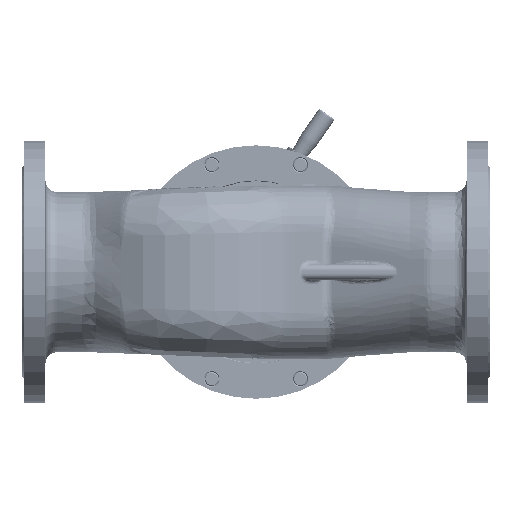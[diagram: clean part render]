
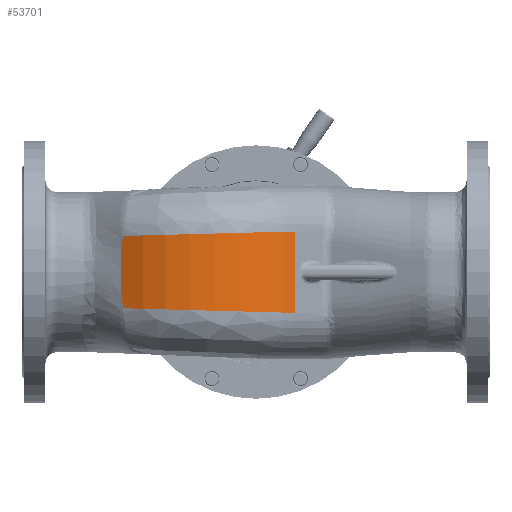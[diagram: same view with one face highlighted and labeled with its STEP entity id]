
A CAD part, front view. The second image highlights one B-rep face of the part: STEP entity #53701.
In plain terms, the highlighted cylindrical face has radius 184.357 mm (diameter 368.714 mm), a partial arc.
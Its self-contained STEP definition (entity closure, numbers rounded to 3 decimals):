
#264=ELLIPSE('',#58156,184.423,184.357);
#292=ELLIPSE('',#58246,184.423,184.357);
#3722=B_SPLINE_CURVE_WITH_KNOTS('',3,(#625317,#625318,#625319,#625320,#625321),
 .UNSPECIFIED.,.F.,.F.,(4,1,4),(0.,0.464,
0.811),.UNSPECIFIED.);
#3724=B_SPLINE_CURVE_WITH_KNOTS('',3,(#625595,#625596,#625597,#625598,#625599,
#625600,#625601,#625602),.UNSPECIFIED.,.F.,.F.,(4,1,1,2,4),(0.,9.694,
12.926,16.157,16.274),.UNSPECIFIED.);
#3729=B_SPLINE_CURVE_WITH_KNOTS('',3,(#625697,#625698,#625699,#625700),
 .UNSPECIFIED.,.F.,.F.,(4,4),(-2.463,0.),
 .UNSPECIFIED.);
#3787=B_SPLINE_CURVE_WITH_KNOTS('',3,(#629483,#629484,#629485,#629486,#629487),
 .UNSPECIFIED.,.F.,.F.,(4,1,4),(0.,0.464,
0.811),.UNSPECIFIED.);
#3789=B_SPLINE_CURVE_WITH_KNOTS('',3,(#629762,#629763,#629764,#629765,#629766,
#629767,#629768,#629769),.UNSPECIFIED.,.F.,.F.,(4,1,1,2,4),(0.,9.694,
12.926,16.157,16.274),.UNSPECIFIED.);
#3794=B_SPLINE_CURVE_WITH_KNOTS('',3,(#629863,#629864,#629865,#629866),
 .UNSPECIFIED.,.F.,.F.,(4,4),(-2.463,0.),
 .UNSPECIFIED.);
#8353=FACE_OUTER_BOUND('',#11246,.T.);
#11246=EDGE_LOOP('',(#49393,#49394,#49395,#49396,#49397,#49398,#49399,#49400,
#49401,#49402,#49403,#49404,#49405));
#14825=LINE('',#622124,#18442);
#14826=LINE('',#622183,#18443);
#14943=LINE('',#635088,#18560);
#18442=VECTOR('',#70419,1.072);
#18443=VECTOR('',#70420,1.072);
#18560=VECTOR('',#71169,1.072);
#20605=CIRCLE('',#58136,184.357);
#20643=CIRCLE('',#58224,184.357);
#26821=VERTEX_POINT('',#622116);
#26822=VERTEX_POINT('',#622123);
#26824=VERTEX_POINT('',#622174);
#26929=VERTEX_POINT('',#624737);
#26932=VERTEX_POINT('',#624756);
#26941=VERTEX_POINT('',#625313);
#26942=VERTEX_POINT('',#625315);
#26948=VERTEX_POINT('',#625695);
#27020=VERTEX_POINT('',#628951);
#27022=VERTEX_POINT('',#628962);
#27031=VERTEX_POINT('',#629480);
#27032=VERTEX_POINT('',#629482);
#27038=VERTEX_POINT('',#629862);
#35045=EDGE_CURVE('',#26822,#26821,#14825,.T.);
#35049=EDGE_CURVE('',#26824,#26821,#14826,.T.);
#35208=EDGE_CURVE('',#26929,#26932,#20605,.T.);
#35228=EDGE_CURVE('',#26941,#26942,#3722,.T.);
#35232=EDGE_CURVE('',#26942,#26822,#3724,.T.);
#35244=EDGE_CURVE('',#26932,#26948,#3729,.T.);
#35246=EDGE_CURVE('',#26948,#26941,#264,.T.);
#35367=EDGE_CURVE('',#27020,#27022,#20643,.T.);
#35387=EDGE_CURVE('',#27031,#27032,#3787,.T.);
#35392=EDGE_CURVE('',#27032,#26824,#3789,.T.);
#35403=EDGE_CURVE('',#27022,#27038,#3794,.T.);
#35407=EDGE_CURVE('',#27038,#27031,#292,.T.);
#35609=EDGE_CURVE('',#27020,#26929,#14943,.T.);
#49393=ORIENTED_EDGE('',*,*,#35609,.T.);
#49394=ORIENTED_EDGE('',*,*,#35208,.T.);
#49395=ORIENTED_EDGE('',*,*,#35244,.T.);
#49396=ORIENTED_EDGE('',*,*,#35246,.T.);
#49397=ORIENTED_EDGE('',*,*,#35228,.T.);
#49398=ORIENTED_EDGE('',*,*,#35232,.T.);
#49399=ORIENTED_EDGE('',*,*,#35045,.T.);
#49400=ORIENTED_EDGE('',*,*,#35049,.F.);
#49401=ORIENTED_EDGE('',*,*,#35392,.F.);
#49402=ORIENTED_EDGE('',*,*,#35387,.F.);
#49403=ORIENTED_EDGE('',*,*,#35407,.F.);
#49404=ORIENTED_EDGE('',*,*,#35403,.F.);
#49405=ORIENTED_EDGE('',*,*,#35367,.F.);
#51175=CYLINDRICAL_SURFACE('',#58360,184.357);
#53701=ADVANCED_FACE('',(#8353),#51175,.T.);
#58136=AXIS2_PLACEMENT_3D('',#624758,#70654,#70655);
#58156=AXIS2_PLACEMENT_3D('',#625808,#70696,#70697);
#58224=AXIS2_PLACEMENT_3D('',#628963,#70857,#70858);
#58246=AXIS2_PLACEMENT_3D('',#629981,#70904,#70905);
#58360=AXIS2_PLACEMENT_3D('',#635164,#71175,#71176);
#70419=DIRECTION('',(0.,1.,0.));
#70420=DIRECTION('',(0.,-1.,0.));
#70654=DIRECTION('center_axis',(0.,1.,0.));
#70655=DIRECTION('ref_axis',(0.58,0.,-0.815));
#70696=DIRECTION('center_axis',(0.027,1.,0.));
#70697=DIRECTION('ref_axis',(-1.,0.027,0.));
#70857=DIRECTION('center_axis',(0.,1.,0.));
#70858=DIRECTION('ref_axis',(0.58,0.,-0.815));
#70904=DIRECTION('center_axis',(-0.027,1.,0.));
#70905=DIRECTION('ref_axis',(-1.,-0.027,0.));
#71169=DIRECTION('',(0.,-1.,0.));
#71175=DIRECTION('center_axis',(0.,-1.,0.));
#71176=DIRECTION('ref_axis',(1.,0.,0.));
#622116=CARTESIAN_POINT('',(1853.61,447.152,-1600.269));
#622123=CARTESIAN_POINT('',(1853.61,418.938,-1600.269));
#622124=CARTESIAN_POINT('',(1853.61,318.638,-1600.269));
#622174=CARTESIAN_POINT('',(1853.61,475.365,-1600.269));
#622183=CARTESIAN_POINT('',(1853.61,575.665,-1600.269));
#624737=CARTESIAN_POINT('',(2076.589,395.275,-1571.227));
#624756=CARTESIAN_POINT('',(2064.406,395.275,-1582.364));
#624758=CARTESIAN_POINT('Origin',(1946.229,395.275,-1440.867));
#625313=CARTESIAN_POINT('',(1856.368,400.801,-1601.84));
#625315=CARTESIAN_POINT('',(1856.072,401.631,-1601.674));
#625317=CARTESIAN_POINT('Ctrl Pts',(1856.368,400.801,-1601.84));
#625318=CARTESIAN_POINT('Ctrl Pts',(1856.289,400.952,-1601.796));
#625319=CARTESIAN_POINT('Ctrl Pts',(1856.166,401.225,-1601.727));
#625320=CARTESIAN_POINT('Ctrl Pts',(1856.09,401.508,-1601.685));
#625321=CARTESIAN_POINT('Ctrl Pts',(1856.072,401.631,-1601.674));
#625595=CARTESIAN_POINT('Ctrl Pts',(1856.072,401.631,-1601.674));
#625596=CARTESIAN_POINT('Ctrl Pts',(1855.548,405.064,-1601.381));
#625597=CARTESIAN_POINT('Ctrl Pts',(1854.856,409.642,-1600.988));
#625598=CARTESIAN_POINT('Ctrl Pts',(1854.066,415.372,-1600.534));
#625599=CARTESIAN_POINT('Ctrl Pts',(1853.769,417.666,-1600.361));
#625600=CARTESIAN_POINT('Ctrl Pts',(1853.621,418.855,-1600.275));
#625601=CARTESIAN_POINT('Ctrl Pts',(1853.615,418.897,-1600.272));
#625602=CARTESIAN_POINT('Ctrl Pts',(1853.61,418.938,-1600.269));
#625695=CARTESIAN_POINT('',(2061.402,395.315,-1584.82));
#625697=CARTESIAN_POINT('Ctrl Pts',(2064.406,395.275,-1582.364));
#625698=CARTESIAN_POINT('Ctrl Pts',(2063.414,395.275,-1583.193));
#625699=CARTESIAN_POINT('Ctrl Pts',(2062.412,395.288,-1584.012));
#625700=CARTESIAN_POINT('Ctrl Pts',(2061.402,395.315,-1584.82));
#625808=CARTESIAN_POINT('Origin',(1946.229,398.397,-1440.867));
#628951=CARTESIAN_POINT('',(2076.589,499.029,-1571.227));
#628962=CARTESIAN_POINT('',(2064.406,499.029,-1582.364));
#628963=CARTESIAN_POINT('Origin',(1946.229,499.029,-1440.867));
#629480=CARTESIAN_POINT('',(1856.368,493.502,-1601.84));
#629482=CARTESIAN_POINT('',(1856.072,492.672,-1601.674));
#629483=CARTESIAN_POINT('Ctrl Pts',(1856.368,493.502,-1601.84));
#629484=CARTESIAN_POINT('Ctrl Pts',(1856.289,493.351,-1601.796));
#629485=CARTESIAN_POINT('Ctrl Pts',(1856.166,493.079,-1601.727));
#629486=CARTESIAN_POINT('Ctrl Pts',(1856.09,492.795,-1601.685));
#629487=CARTESIAN_POINT('Ctrl Pts',(1856.072,492.672,-1601.674));
#629762=CARTESIAN_POINT('Ctrl Pts',(1856.072,492.672,-1601.674));
#629763=CARTESIAN_POINT('Ctrl Pts',(1855.548,489.239,-1601.381));
#629764=CARTESIAN_POINT('Ctrl Pts',(1854.856,484.661,-1600.988));
#629765=CARTESIAN_POINT('Ctrl Pts',(1854.066,478.931,-1600.534));
#629766=CARTESIAN_POINT('Ctrl Pts',(1853.769,476.637,-1600.361));
#629767=CARTESIAN_POINT('Ctrl Pts',(1853.621,475.448,-1600.275));
#629768=CARTESIAN_POINT('Ctrl Pts',(1853.615,475.407,-1600.272));
#629769=CARTESIAN_POINT('Ctrl Pts',(1853.61,475.365,-1600.269));
#629862=CARTESIAN_POINT('',(2061.402,498.989,-1584.82));
#629863=CARTESIAN_POINT('Ctrl Pts',(2064.406,499.029,-1582.364));
#629864=CARTESIAN_POINT('Ctrl Pts',(2063.414,499.029,-1583.193));
#629865=CARTESIAN_POINT('Ctrl Pts',(2062.412,499.016,-1584.012));
#629866=CARTESIAN_POINT('Ctrl Pts',(2061.402,498.989,-1584.82));
#629981=CARTESIAN_POINT('Origin',(1946.229,495.907,-1440.867));
#635088=CARTESIAN_POINT('',(2076.589,575.665,-1571.227));
#635164=CARTESIAN_POINT('Origin',(1946.229,318.638,-1440.867));
